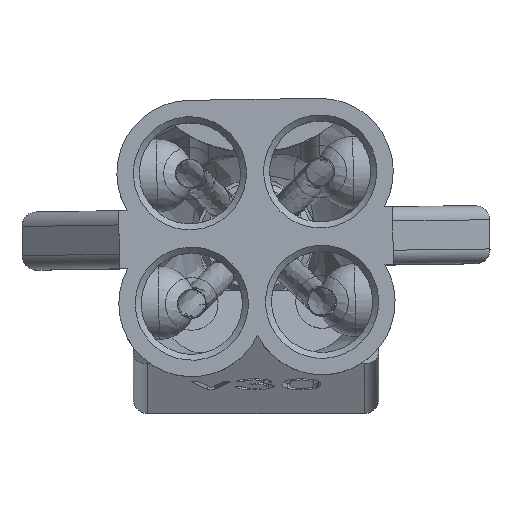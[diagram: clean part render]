
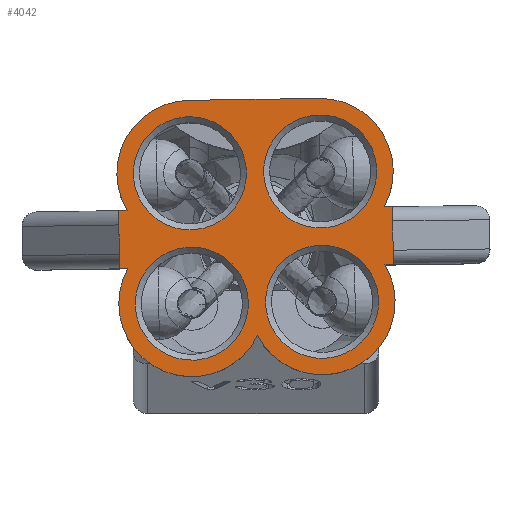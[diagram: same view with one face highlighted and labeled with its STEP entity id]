
A CAD part, top view. The second image highlights one B-rep face of the part: STEP entity #4042.
In plain terms, the highlighted planar face has unit normal (0, 0, 1).
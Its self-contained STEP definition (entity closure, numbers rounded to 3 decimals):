
#464=FACE_BOUND('',#813,.T.);
#465=FACE_BOUND('',#814,.T.);
#466=FACE_BOUND('',#815,.T.);
#467=FACE_BOUND('',#816,.T.);
#592=FACE_OUTER_BOUND('',#812,.T.);
#812=EDGE_LOOP('',(#3354,#3355,#3356,#3357,#3358,#3359,#3360,#3361,#3362,
#3363,#3364));
#813=EDGE_LOOP('',(#3365));
#814=EDGE_LOOP('',(#3366));
#815=EDGE_LOOP('',(#3367));
#816=EDGE_LOOP('',(#3368));
#1026=LINE('',#6863,#1276);
#1042=LINE('',#8194,#1292);
#1061=LINE('',#8935,#1311);
#1068=LINE('',#9309,#1318);
#1069=LINE('',#9310,#1319);
#1070=LINE('',#9316,#1320);
#1071=LINE('',#9317,#1321);
#1276=VECTOR('',#4549,10.);
#1292=VECTOR('',#4633,10.);
#1311=VECTOR('',#4702,10.);
#1318=VECTOR('',#4741,10.);
#1319=VECTOR('',#4742,10.);
#1320=VECTOR('',#4747,10.);
#1321=VECTOR('',#4748,10.);
#1467=CIRCLE('',#4232,4.725);
#1471=CIRCLE('',#4238,6.1);
#1472=CIRCLE('',#4239,6.1);
#1473=CIRCLE('',#4240,6.1);
#1474=CIRCLE('',#4241,6.1);
#1475=CIRCLE('',#4242,4.725);
#1476=CIRCLE('',#4243,4.725);
#1477=CIRCLE('',#4244,4.725);
#1701=VERTEX_POINT('',#6860);
#1702=VERTEX_POINT('',#6862);
#1787=VERTEX_POINT('',#8191);
#1788=VERTEX_POINT('',#8193);
#1829=VERTEX_POINT('',#8932);
#1830=VERTEX_POINT('',#8934);
#1846=VERTEX_POINT('',#9294);
#1850=VERTEX_POINT('',#9306);
#1851=VERTEX_POINT('',#9308);
#1852=VERTEX_POINT('',#9311);
#1853=VERTEX_POINT('',#9313);
#1854=VERTEX_POINT('',#9315);
#1855=VERTEX_POINT('',#9319);
#1856=VERTEX_POINT('',#9321);
#1857=VERTEX_POINT('',#9323);
#2186=EDGE_CURVE('',#1701,#1702,#1026,.T.);
#2297=EDGE_CURVE('',#1787,#1788,#1042,.T.);
#2368=EDGE_CURVE('',#1829,#1830,#1061,.T.);
#2390=EDGE_CURVE('',#1846,#1846,#1467,.T.);
#2396=EDGE_CURVE('',#1829,#1850,#1471,.F.);
#2397=EDGE_CURVE('',#1851,#1850,#1068,.T.);
#2398=EDGE_CURVE('',#1702,#1851,#1069,.T.);
#2399=EDGE_CURVE('',#1701,#1852,#1472,.F.);
#2400=EDGE_CURVE('',#1852,#1853,#1473,.F.);
#2401=EDGE_CURVE('',#1854,#1853,#1070,.T.);
#2402=EDGE_CURVE('',#1788,#1854,#1071,.T.);
#2403=EDGE_CURVE('',#1787,#1830,#1474,.F.);
#2404=EDGE_CURVE('',#1855,#1855,#1475,.T.);
#2405=EDGE_CURVE('',#1856,#1856,#1476,.T.);
#2406=EDGE_CURVE('',#1857,#1857,#1477,.T.);
#3354=ORIENTED_EDGE('',*,*,#2368,.F.);
#3355=ORIENTED_EDGE('',*,*,#2396,.T.);
#3356=ORIENTED_EDGE('',*,*,#2397,.F.);
#3357=ORIENTED_EDGE('',*,*,#2398,.F.);
#3358=ORIENTED_EDGE('',*,*,#2186,.F.);
#3359=ORIENTED_EDGE('',*,*,#2399,.T.);
#3360=ORIENTED_EDGE('',*,*,#2400,.T.);
#3361=ORIENTED_EDGE('',*,*,#2401,.F.);
#3362=ORIENTED_EDGE('',*,*,#2402,.F.);
#3363=ORIENTED_EDGE('',*,*,#2297,.F.);
#3364=ORIENTED_EDGE('',*,*,#2403,.T.);
#3365=ORIENTED_EDGE('',*,*,#2404,.F.);
#3366=ORIENTED_EDGE('',*,*,#2405,.F.);
#3367=ORIENTED_EDGE('',*,*,#2406,.F.);
#3368=ORIENTED_EDGE('',*,*,#2390,.F.);
#3897=PLANE('',#4237);
#4042=ADVANCED_FACE('',(#592,#464,#465,#466,#467),#3897,.T.);
#4232=AXIS2_PLACEMENT_3D('',#9295,#4725,#4726);
#4237=AXIS2_PLACEMENT_3D('',#9305,#4737,#4738);
#4238=AXIS2_PLACEMENT_3D('',#9307,#4739,#4740);
#4239=AXIS2_PLACEMENT_3D('',#9312,#4743,#4744);
#4240=AXIS2_PLACEMENT_3D('',#9314,#4745,#4746);
#4241=AXIS2_PLACEMENT_3D('',#9318,#4749,#4750);
#4242=AXIS2_PLACEMENT_3D('',#9320,#4751,#4752);
#4243=AXIS2_PLACEMENT_3D('',#9322,#4753,#4754);
#4244=AXIS2_PLACEMENT_3D('',#9324,#4755,#4756);
#4549=DIRECTION('',(-0.982,-0.188,0.));
#4633=DIRECTION('',(0.982,0.188,0.));
#4702=DIRECTION('',(0.982,0.188,0.));
#4725=DIRECTION('center_axis',(0.,0.,
1.));
#4726=DIRECTION('ref_axis',(0.997,0.081,0.));
#4737=DIRECTION('center_axis',(0.,0.,
1.));
#4738=DIRECTION('ref_axis',(-0.997,-0.081,0.));
#4739=DIRECTION('center_axis',(0.,0.,
-1.));
#4740=DIRECTION('ref_axis',(0.081,-0.997,0.));
#4741=DIRECTION('',(0.982,0.188,0.));
#4742=DIRECTION('',(-0.188,0.982,0.));
#4743=DIRECTION('center_axis',(0.,0.,
-1.));
#4744=DIRECTION('ref_axis',(0.997,0.081,0.));
#4745=DIRECTION('center_axis',(0.,0.,
-1.));
#4746=DIRECTION('ref_axis',(-0.081,0.997,0.));
#4747=DIRECTION('',(-0.982,-0.188,0.));
#4748=DIRECTION('',(0.188,-0.982,0.));
#4749=DIRECTION('center_axis',(0.,0.,
-1.));
#4750=DIRECTION('ref_axis',(-0.997,-0.081,0.));
#4751=DIRECTION('center_axis',(0.,0.,
1.));
#4752=DIRECTION('ref_axis',(-0.081,0.997,0.));
#4753=DIRECTION('center_axis',(0.,0.,
1.));
#4754=DIRECTION('ref_axis',(-0.997,-0.081,0.));
#4755=DIRECTION('center_axis',(0.,0.,
1.));
#4756=DIRECTION('ref_axis',(0.081,-0.997,0.));
#6860=CARTESIAN_POINT('',(-10.097,-4.396,71.8));
#6862=CARTESIAN_POINT('',(-10.784,-4.527,71.8));
#6863=CARTESIAN_POINT('',(-5.309,-3.48,71.8));
#8191=CARTESIAN_POINT('',(10.097,4.396,71.8));
#8193=CARTESIAN_POINT('',(10.784,4.527,71.8));
#8194=CARTESIAN_POINT('',(5.309,3.48,71.8));
#8932=CARTESIAN_POINT('',(-7.52,10.318,71.8));
#8934=CARTESIAN_POINT('',(3.18,12.365,71.8));
#8935=CARTESIAN_POINT('',(0.505,11.853,71.8));
#9294=CARTESIAN_POINT('',(9.036,6.756,71.8));
#9295=CARTESIAN_POINT('Origin',(4.327,6.374,71.8));
#9305=CARTESIAN_POINT('Origin',(0.383,-5.992,71.8));
#9306=CARTESIAN_POINT('',(-11.006,0.358,71.8));
#9307=CARTESIAN_POINT('Origin',(-6.374,4.327,71.8));
#9308=CARTESIAN_POINT('',(-11.694,0.227,71.8));
#9309=CARTESIAN_POINT('',(-5.731,1.368,71.8));
#9310=CARTESIAN_POINT('',(-10.907,-3.887,71.8));
#9311=CARTESIAN_POINT('',(1.54,-8.047,71.8));
#9312=CARTESIAN_POINT('Origin',(-4.327,-6.374,71.8));
#9313=CARTESIAN_POINT('',(11.006,-0.358,71.8));
#9314=CARTESIAN_POINT('Origin',(6.374,-4.327,71.8));
#9315=CARTESIAN_POINT('',(11.694,-0.227,71.8));
#9316=CARTESIAN_POINT('',(5.731,-1.368,71.8));
#9317=CARTESIAN_POINT('',(12.026,-1.964,71.8));
#9318=CARTESIAN_POINT('Origin',(4.327,6.374,71.8));
#9319=CARTESIAN_POINT('',(-6.756,9.036,71.8));
#9320=CARTESIAN_POINT('Origin',(-6.374,4.327,71.8));
#9321=CARTESIAN_POINT('',(-9.036,-6.756,71.8));
#9322=CARTESIAN_POINT('Origin',(-4.327,-6.374,71.8));
#9323=CARTESIAN_POINT('',(6.756,-9.036,71.8));
#9324=CARTESIAN_POINT('Origin',(6.374,-4.327,71.8));
